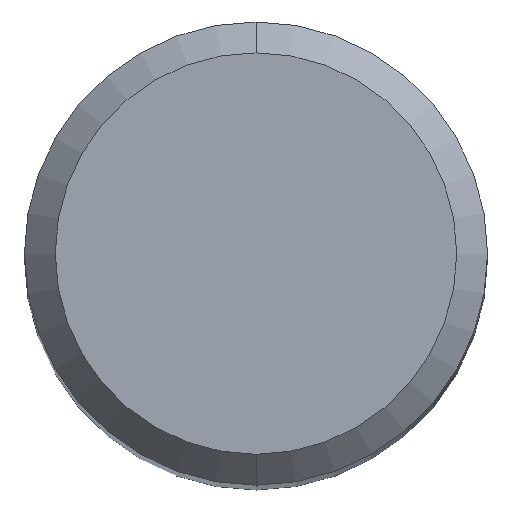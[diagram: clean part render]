
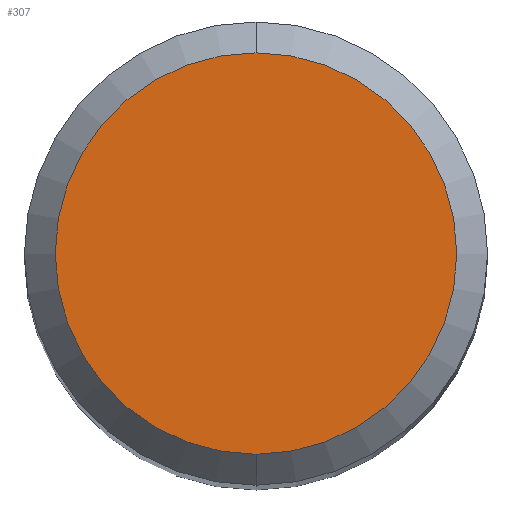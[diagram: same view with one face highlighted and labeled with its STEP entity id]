
A CAD part, top view. The second image highlights one B-rep face of the part: STEP entity #307.
In plain terms, the highlighted planar face has unit normal (0, 0, 1).
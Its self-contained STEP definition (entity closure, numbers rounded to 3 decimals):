
#191=EDGE_CURVE('',#287,#433,#519,.T.);
#219=EDGE_CURVE('',#433,#287,#549,.T.);
#287=VERTEX_POINT('',#623);
#307=ADVANCED_FACE('',(#644),#645,.T.);
#433=VERTEX_POINT('',#787);
#519=CIRCLE('',#884,2.6);
#549=CIRCLE('',#929,2.6);
#623=CARTESIAN_POINT('',(0.0,2.6,0.0));
#644=FACE_OUTER_BOUND('',#1109,.T.);
#645=PLANE('',#1110);
#787=CARTESIAN_POINT('',(0.,-2.6,0.0));
#884=AXIS2_PLACEMENT_3D('',#1535,#1536,#1537);
#929=AXIS2_PLACEMENT_3D('',#1563,#1564,#1565);
#1109=EDGE_LOOP('',(#1655,#1656));
#1110=AXIS2_PLACEMENT_3D('',#1657,#1658,#1659);
#1535=CARTESIAN_POINT('',(0.0,0.0,0.0));
#1536=DIRECTION('',(0.0,0.0,-1.0));
#1537=DIRECTION('',(0.0,1.0,0.0));
#1563=CARTESIAN_POINT('',(0.0,0.0,0.0));
#1564=DIRECTION('',(0.0,0.0,-1.0));
#1565=DIRECTION('',(0.0,1.0,0.0));
#1655=ORIENTED_EDGE('',*,*,#191,.F.);
#1656=ORIENTED_EDGE('',*,*,#219,.F.);
#1657=CARTESIAN_POINT('',(0.0,1.3,0.0));
#1658=DIRECTION('',(-0.0,0.0,1.0));
#1659=DIRECTION('',(0.0,-1.0,0.0));
